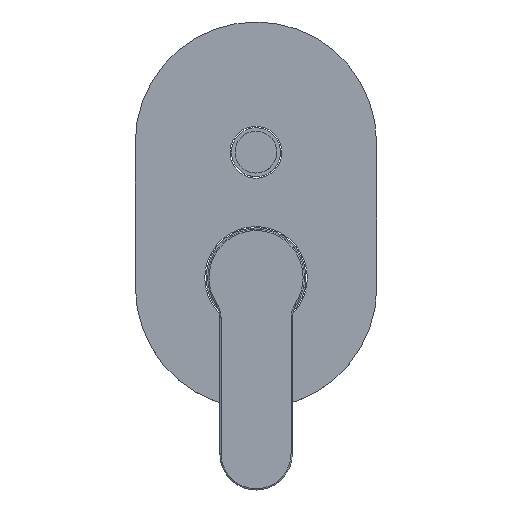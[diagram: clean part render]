
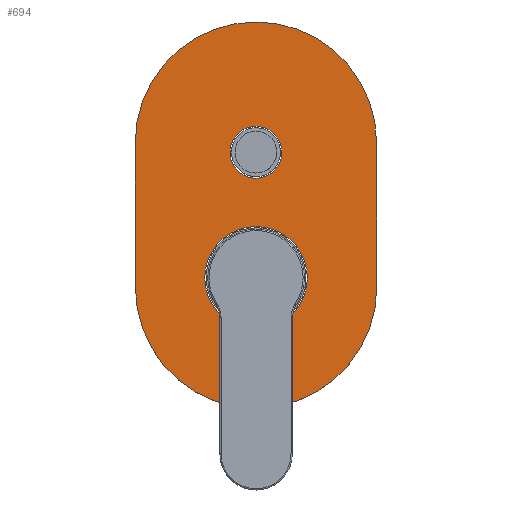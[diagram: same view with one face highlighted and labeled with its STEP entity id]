
A CAD part, top view. The second image highlights one B-rep face of the part: STEP entity #694.
In plain terms, the highlighted planar face has unit normal (0, 0, 1).
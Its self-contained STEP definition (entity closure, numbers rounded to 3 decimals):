
#8 = EDGE_LOOP ( 'NONE', ( #1383, #212, #1174, #1567 ) ) ;
#30 = FACE_BOUND ( 'NONE', #2500, .T. ) ;
#36 = CARTESIAN_POINT ( 'NONE',  ( 50., 30., 9. ) ) ;
#43 = VERTEX_POINT ( 'NONE', #514 ) ;
#65 = VECTOR ( 'NONE', #2208, 1000. ) ;
#151 = VERTEX_POINT ( 'NONE', #279 ) ;
#212 = ORIENTED_EDGE ( 'NONE', *, *, #1027, .T. ) ;
#279 = CARTESIAN_POINT ( 'NONE',  ( -10.75, 26., 9. ) ) ;
#287 = DIRECTION ( 'NONE',  ( 0., 0., 1. ) ) ;
#291 = PLANE ( 'NONE',  #2320 ) ;
#314 = CARTESIAN_POINT ( 'NONE',  ( -50., -30., 9. ) ) ;
#422 = CIRCLE ( 'NONE', #428, 50. ) ;
#428 = AXIS2_PLACEMENT_3D ( 'NONE', #1687, #2116, #1895 ) ;
#481 = DIRECTION ( 'NONE',  ( 1., 0., 0. ) ) ;
#514 = CARTESIAN_POINT ( 'NONE',  ( -50., 30., 9. ) ) ;
#563 = LINE ( 'NONE', #36, #65 ) ;
#590 = CIRCLE ( 'NONE', #1523, 21.25 ) ;
#671 = ORIENTED_EDGE ( 'NONE', *, *, #2217, .F. ) ;
#694 = ADVANCED_FACE ( 'NONE', ( #30, #2702, #1079 ), #291, .T. ) ;
#722 = VERTEX_POINT ( 'NONE', #2443 ) ;
#742 = CARTESIAN_POINT ( 'NONE',  ( -50., 30., 9. ) ) ;
#766 = DIRECTION ( 'NONE',  ( 0., -1., 0. ) ) ;
#806 = CIRCLE ( 'NONE', #881, 10.75 ) ;
#834 = EDGE_CURVE ( 'NONE', #722, #151, #806, .T. ) ;
#881 = AXIS2_PLACEMENT_3D ( 'NONE', #1104, #2611, #1942 ) ;
#906 = EDGE_CURVE ( 'NONE', #2476, #1972, #563, .T. ) ;
#918 = DIRECTION ( 'NONE',  ( 0., 0., 1. ) ) ;
#928 = CARTESIAN_POINT ( 'NONE',  ( 0., -26., 9. ) ) ;
#955 = CARTESIAN_POINT ( 'NONE',  ( 50., -30., 9. ) ) ;
#1027 = EDGE_CURVE ( 'NONE', #43, #2516, #1247, .T. ) ;
#1079 = FACE_OUTER_BOUND ( 'NONE', #8, .T. ) ;
#1088 = CARTESIAN_POINT ( 'NONE',  ( 0., -26., 9. ) ) ;
#1104 = CARTESIAN_POINT ( 'NONE',  ( 0., 26., 9. ) ) ;
#1129 = DIRECTION ( 'NONE',  ( -1., 0., 0. ) ) ;
#1135 = DIRECTION ( 'NONE',  ( 1., 0., 0. ) ) ;
#1174 = ORIENTED_EDGE ( 'NONE', *, *, #2298, .T. ) ;
#1189 = VECTOR ( 'NONE', #766, 1000. ) ;
#1199 = CARTESIAN_POINT ( 'NONE',  ( 50., 30., 9. ) ) ;
#1229 = VERTEX_POINT ( 'NONE', #1276 ) ;
#1247 = LINE ( 'NONE', #742, #1189 ) ;
#1276 = CARTESIAN_POINT ( 'NONE',  ( 21.25, -26., 9. ) ) ;
#1287 = ORIENTED_EDGE ( 'NONE', *, *, #834, .F. ) ;
#1358 = CIRCLE ( 'NONE', #2009, 10.75 ) ;
#1367 = CARTESIAN_POINT ( 'NONE',  ( 0., 30., 9. ) ) ;
#1383 = ORIENTED_EDGE ( 'NONE', *, *, #2827, .T. ) ;
#1452 = AXIS2_PLACEMENT_3D ( 'NONE', #1088, #918, #481 ) ;
#1492 = AXIS2_PLACEMENT_3D ( 'NONE', #2432, #1580, #1129 ) ;
#1523 = AXIS2_PLACEMENT_3D ( 'NONE', #928, #2834, #2832 ) ;
#1549 = CARTESIAN_POINT ( 'NONE',  ( -21.25, -26., 9. ) ) ;
#1567 = ORIENTED_EDGE ( 'NONE', *, *, #906, .T. ) ;
#1580 = DIRECTION ( 'NONE',  ( 0., 0., 1. ) ) ;
#1587 = CARTESIAN_POINT ( 'NONE',  ( 0., 26., 9. ) ) ;
#1687 = CARTESIAN_POINT ( 'NONE',  ( 0., 30., 9. ) ) ;
#1708 = EDGE_CURVE ( 'NONE', #1229, #1902, #590, .T. ) ;
#1895 = DIRECTION ( 'NONE',  ( 1., 0., 0. ) ) ;
#1902 = VERTEX_POINT ( 'NONE', #1549 ) ;
#1942 = DIRECTION ( 'NONE',  ( 1., 0., 0. ) ) ;
#1972 = VERTEX_POINT ( 'NONE', #1199 ) ;
#2009 = AXIS2_PLACEMENT_3D ( 'NONE', #1587, #287, #1135 ) ;
#2116 = DIRECTION ( 'NONE',  ( 0., 0., 1. ) ) ;
#2208 = DIRECTION ( 'NONE',  ( 0., 1., 0. ) ) ;
#2217 = EDGE_CURVE ( 'NONE', #1902, #1229, #2656, .T. ) ;
#2243 = DIRECTION ( 'NONE',  ( 1., 0., 0. ) ) ;
#2247 = ORIENTED_EDGE ( 'NONE', *, *, #2642, .F. ) ;
#2298 = EDGE_CURVE ( 'NONE', #2516, #2476, #2622, .T. ) ;
#2320 = AXIS2_PLACEMENT_3D ( 'NONE', #1367, #2690, #2243 ) ;
#2381 = ORIENTED_EDGE ( 'NONE', *, *, #1708, .F. ) ;
#2419 = EDGE_LOOP ( 'NONE', ( #2381, #671 ) ) ;
#2432 = CARTESIAN_POINT ( 'NONE',  ( 0., -30., 9. ) ) ;
#2443 = CARTESIAN_POINT ( 'NONE',  ( 10.75, 26., 9. ) ) ;
#2476 = VERTEX_POINT ( 'NONE', #955 ) ;
#2500 = EDGE_LOOP ( 'NONE', ( #1287, #2247 ) ) ;
#2516 = VERTEX_POINT ( 'NONE', #314 ) ;
#2611 = DIRECTION ( 'NONE',  ( 0., 0., 1. ) ) ;
#2622 = CIRCLE ( 'NONE', #1492, 50. ) ;
#2642 = EDGE_CURVE ( 'NONE', #151, #722, #1358, .T. ) ;
#2656 = CIRCLE ( 'NONE', #1452, 21.25 ) ;
#2690 = DIRECTION ( 'NONE',  ( 0., 0., 1. ) ) ;
#2702 = FACE_BOUND ( 'NONE', #2419, .T. ) ;
#2827 = EDGE_CURVE ( 'NONE', #1972, #43, #422, .T. ) ;
#2832 = DIRECTION ( 'NONE',  ( 1., 0., 0. ) ) ;
#2834 = DIRECTION ( 'NONE',  ( 0., 0., 1. ) ) ;
